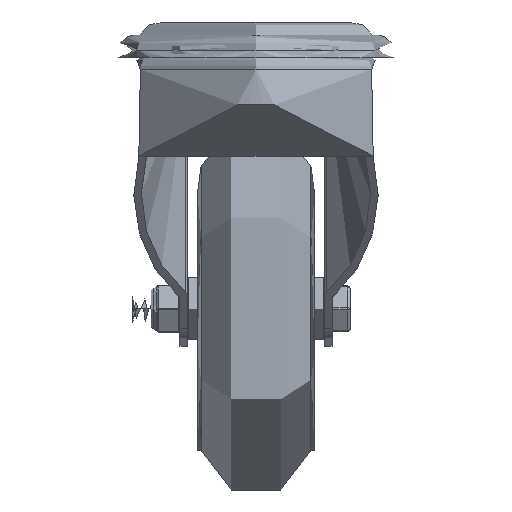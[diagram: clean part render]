
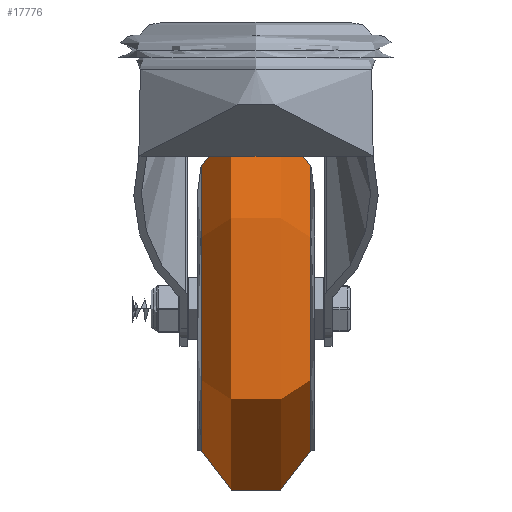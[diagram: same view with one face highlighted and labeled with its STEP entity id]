
A CAD part, left-side view. The second image highlights one B-rep face of the part: STEP entity #17776.
In plain terms, the highlighted toroidal (fillet/blend) face has major radius 52.5 mm and minor radius 22.5 mm.
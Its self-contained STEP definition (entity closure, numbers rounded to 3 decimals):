
#4587=FACE_OUTER_BOUND('',#5674,.T.);
#5674=EDGE_LOOP('',(#12218,#12219,#12220,#12221,#12222,#12223));
#6923=CIRCLE('',#19109,57.);
#6924=CIRCLE('',#19110,57.);
#6925=CIRCLE('',#19111,22.5);
#6926=CIRCLE('',#19112,57.);
#6927=CIRCLE('',#19113,57.);
#7691=VERTEX_POINT('',#25293);
#7692=VERTEX_POINT('',#25294);
#7693=VERTEX_POINT('',#25297);
#7694=VERTEX_POINT('',#25299);
#9481=EDGE_CURVE('',#7691,#7692,#6923,.T.);
#9482=EDGE_CURVE('',#7692,#7691,#6924,.T.);
#9483=EDGE_CURVE('',#7692,#7693,#6925,.T.);
#9484=EDGE_CURVE('',#7693,#7694,#6926,.T.);
#9485=EDGE_CURVE('',#7694,#7693,#6927,.T.);
#12218=ORIENTED_EDGE('',*,*,#9481,.F.);
#12219=ORIENTED_EDGE('',*,*,#9482,.F.);
#12220=ORIENTED_EDGE('',*,*,#9483,.T.);
#12221=ORIENTED_EDGE('',*,*,#9484,.T.);
#12222=ORIENTED_EDGE('',*,*,#9485,.T.);
#12223=ORIENTED_EDGE('',*,*,#9483,.F.);
#17692=TOROIDAL_SURFACE('',#19108,52.5,22.5);
#17776=ADVANCED_FACE('',(#4587),#17692,.T.);
#19108=AXIS2_PLACEMENT_3D('',#25292,#20795,#20796);
#19109=AXIS2_PLACEMENT_3D('',#25295,#20797,#20798);
#19110=AXIS2_PLACEMENT_3D('',#25296,#20799,#20800);
#19111=AXIS2_PLACEMENT_3D('',#25298,#20801,#20802);
#19112=AXIS2_PLACEMENT_3D('',#25300,#20803,#20804);
#19113=AXIS2_PLACEMENT_3D('',#25301,#20805,#20806);
#20795=DIRECTION('center_axis',(0.,-1.,0.));
#20796=DIRECTION('ref_axis',(0.,0.,-1.));
#20797=DIRECTION('center_axis',(0.,-1.,0.));
#20798=DIRECTION('ref_axis',(0.,0.,1.));
#20799=DIRECTION('center_axis',(0.,-1.,0.));
#20800=DIRECTION('ref_axis',(0.,0.,1.));
#20801=DIRECTION('center_axis',(-1.,0.,0.));
#20802=DIRECTION('ref_axis',(0.,0.,1.));
#20803=DIRECTION('center_axis',(0.,-1.,0.));
#20804=DIRECTION('ref_axis',(0.,0.,1.));
#20805=DIRECTION('center_axis',(0.,-1.,0.));
#20806=DIRECTION('ref_axis',(0.,0.,1.));
#25292=CARTESIAN_POINT('Origin',(0.,0.,0.));
#25293=CARTESIAN_POINT('',(0.,-22.045,-57.));
#25294=CARTESIAN_POINT('',(0.,-22.045,57.));
#25295=CARTESIAN_POINT('Origin',(0.,-22.045,0.));
#25296=CARTESIAN_POINT('Origin',(0.,-22.045,0.));
#25297=CARTESIAN_POINT('',(0.,22.045,57.));
#25298=CARTESIAN_POINT('Origin',(0.,0.,
52.5));
#25299=CARTESIAN_POINT('',(0.,22.045,-57.));
#25300=CARTESIAN_POINT('Origin',(0.,22.045,0.));
#25301=CARTESIAN_POINT('Origin',(0.,22.045,0.));
